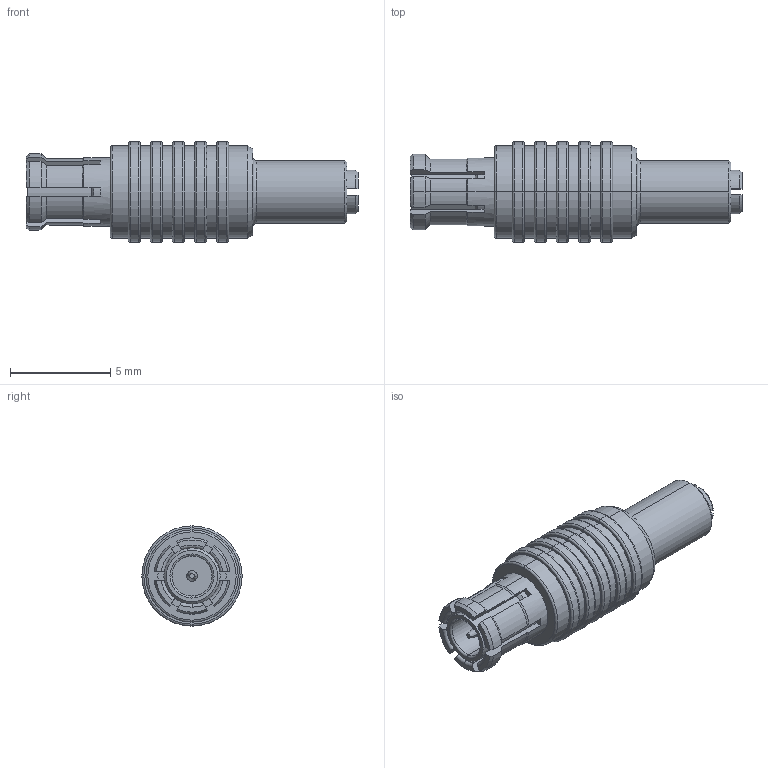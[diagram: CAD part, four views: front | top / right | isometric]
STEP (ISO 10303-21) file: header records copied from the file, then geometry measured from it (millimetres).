
FILE_DESCRIPTION (( 'STEP AP214' ), '1' );
FILE_NAME ('Âèëêà_ÑÐ-50-2-01-Â-Ï-Îá-030.STEP', '2018-12-04T10:57:28', ( 'User' ), ( '' ), 'SwSTEP 2.0', 'SolidWorks 2016', '' );
FILE_SCHEMA (( 'AUTOMOTIVE_DESIGN' ));
Length unit declared in the file: millimetre
Products named in the file (1): Âèëêà_ÑÐ-50-2-01-Â-Ï-Îá-030
Bounding box: 16.55 x 5 x 5 mm (x, y, z)
Volume: 179.9 mm3; surface area: 352.6 mm2
Topology: 1 solids, 1 shells, 194 faces, 476 edges, 299 vertices
Faces by surface type: cylinder 67, plane 53, cone 41, torus 33
Entity records: 8172 total; most frequent: CARTESIAN_POINT 1351, DIRECTION 1044, ORIENTED_EDGE 952, EDGE_CURVE 476, AXIS2_PLACEMENT_3D 437, VERTEX_POINT 299, CIRCLE 242, EDGE_LOOP 209
